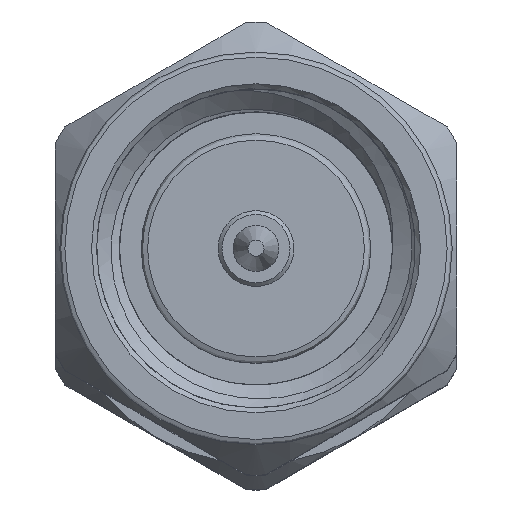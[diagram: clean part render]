
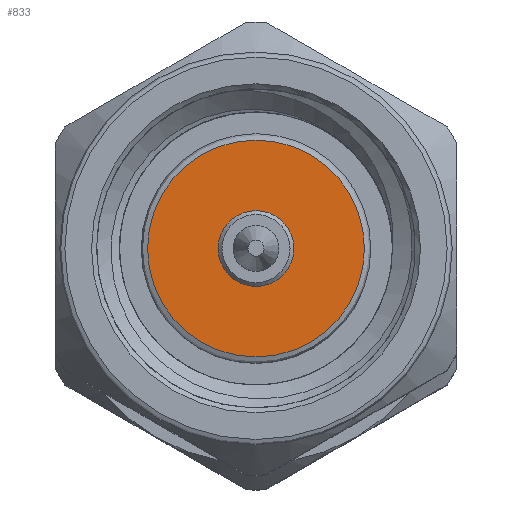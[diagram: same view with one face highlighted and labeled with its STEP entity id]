
A CAD part, top view. The second image highlights one B-rep face of the part: STEP entity #833.
In plain terms, the highlighted face is planar.
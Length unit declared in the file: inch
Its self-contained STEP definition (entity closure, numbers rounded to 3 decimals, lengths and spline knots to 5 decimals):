
#85 = DIRECTION ( 'NONE',  ( 0., 0., -1. ) ) ;
#99 = DIRECTION ( 'NONE',  ( 1., 0., 0. ) ) ;
#368 = CARTESIAN_POINT ( 'NONE',  ( 0.11, 0.125, 0. ) ) ;
#531 = CARTESIAN_POINT ( 'NONE',  ( 0.11, 0., 0.02969 ) ) ;
#532 = CARTESIAN_POINT ( 'NONE',  ( 0.11, 0., 0. ) ) ;
#629 = CIRCLE ( 'NONE', #1310, 0.02969 ) ;
#672 = CARTESIAN_POINT ( 'NONE',  ( 0.11, 0., 0. ) ) ;
#732 = AXIS2_PLACEMENT_3D ( 'NONE', #672, #887, #2801 ) ;
#833 = ADVANCED_FACE ( 'NONE', ( #1980, #2166 ), #2925, .F. ) ;
#887 = DIRECTION ( 'NONE',  ( -1., 0., 0. ) ) ;
#992 = VERTEX_POINT ( 'NONE', #1657 ) ;
#1246 = DIRECTION ( 'NONE',  ( -1., 0., 0. ) ) ;
#1310 = AXIS2_PLACEMENT_3D ( 'NONE', #532, #1246, #1929 ) ;
#1501 = EDGE_CURVE ( 'NONE', #2394, #2394, #629, .T. ) ;
#1657 = CARTESIAN_POINT ( 'NONE',  ( 0.11, 0., -0.085 ) ) ;
#1929 = DIRECTION ( 'NONE',  ( 0., 0., 1. ) ) ;
#1948 = CIRCLE ( 'NONE', #732, 0.085 ) ;
#1980 = FACE_BOUND ( 'NONE', #2113, .T. ) ;
#2113 = EDGE_LOOP ( 'NONE', ( #2319 ) ) ;
#2115 = EDGE_LOOP ( 'NONE', ( #2322 ) ) ;
#2166 = FACE_OUTER_BOUND ( 'NONE', #2115, .T. ) ;
#2225 = EDGE_CURVE ( 'NONE', #992, #992, #1948, .T. ) ;
#2234 = AXIS2_PLACEMENT_3D ( 'NONE', #368, #99, #85 ) ;
#2319 = ORIENTED_EDGE ( 'NONE', *, *, #1501, .F. ) ;
#2322 = ORIENTED_EDGE ( 'NONE', *, *, #2225, .T. ) ;
#2394 = VERTEX_POINT ( 'NONE', #531 ) ;
#2801 = DIRECTION ( 'NONE',  ( 0., 0., -1. ) ) ;
#2925 = PLANE ( 'NONE',  #2234 ) ;
